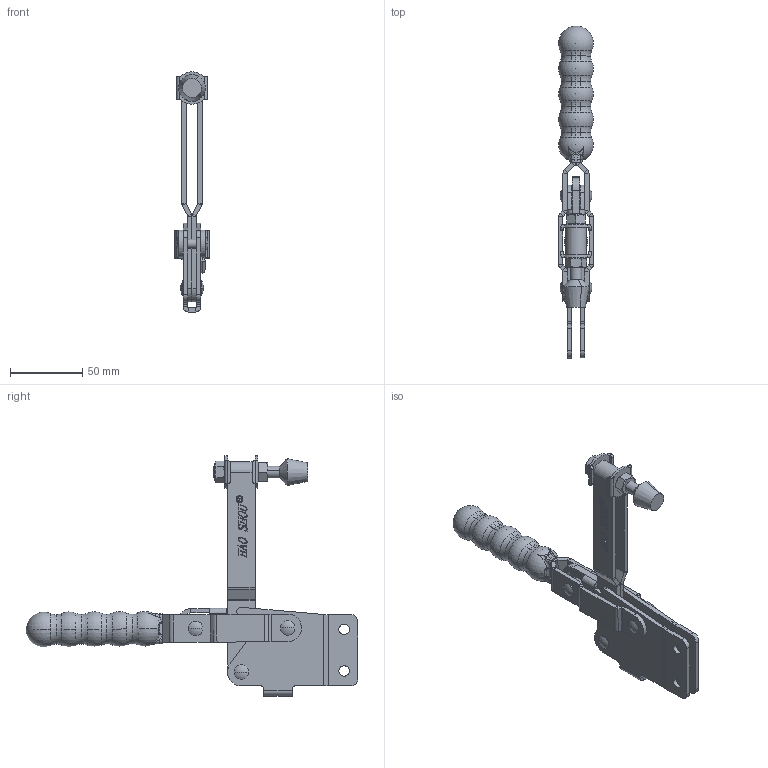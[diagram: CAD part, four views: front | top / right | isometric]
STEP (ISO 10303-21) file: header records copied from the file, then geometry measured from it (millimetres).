
FILE_DESCRIPTION (( 'STEP AP203' ), '1' );
FILE_NAME ('HS-12210.STEP', '2019-10-14T00:25:44', ( '微软用户' ), ( '微软中国' ), 'SwSTEP 2.0', 'SolidWorks 2012', '' );
FILE_SCHEMA (( 'CONFIG_CONTROL_DESIGN' ));
Length unit declared in the file: millimetre
Products named in the file (14): HS-12210; hex nuts, style 1-grades ab gb_GB_FASTENER_NUT_SNAB1 M8-N; FW-516; 12210揤參; 忒參杶; 酗种; 傻种; 揤參蚾饜极; hexagon head bolts-full thread gb_GB_FASTENER_BOLT_STBAB A M8X55-C; 揤輸; 忒梟蚾饜极; 忒梟; 蟀裝; 眻菁釱
Assembly tree (18 placements, depth 3):
  HS-12210
    眻菁釱
    蟀裝
    忒梟蚾饜极
      忒梟  x2
    揤參蚾饜极
      揤輸
      hexagon head bolts-full thread gb_GB_FASTENER_BOLT_STBAB A M8X55-C
    傻种  x2
    酗种  x2
    忒參杶
    12210揤參
    FW-516  x2
    hex nuts, style 1-grades ab gb_GB_FASTENER_NUT_SNAB1 M8-N  x2
Bounding box: 24 x 228.94 x 165.56 mm (x, y, z)
Volume: 104174.9 mm3; surface area: 73034.9 mm2
Topology: 16 solids, 16 shells, 887 faces, 2243 edges, 1404 vertices
Faces by surface type: plane 475, cylinder 186, bspline 149, cone 28, sphere 26, torus 23
Entity records: 32097 total; most frequent: CARTESIAN_POINT 12846, ORIENTED_EDGE 3872, DIRECTION 3267, EDGE_CURVE 1936, VERTEX_POINT 1225, LINE 1183, VECTOR 1183, AXIS2_PLACEMENT_3D 1042
